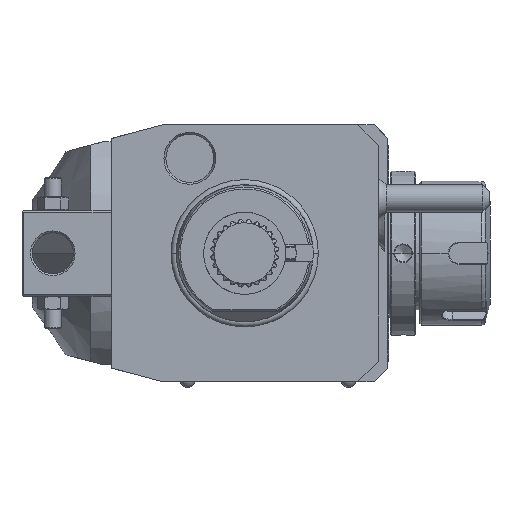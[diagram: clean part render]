
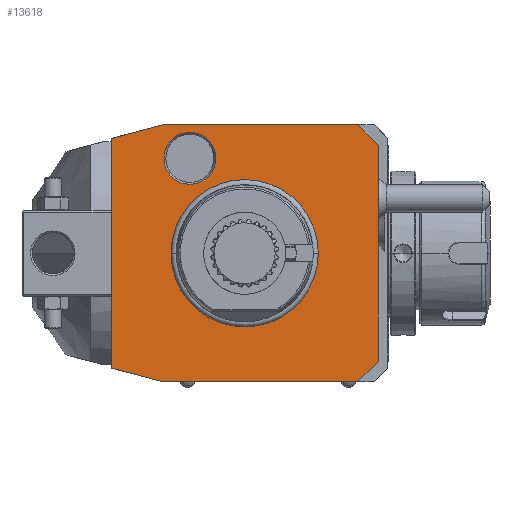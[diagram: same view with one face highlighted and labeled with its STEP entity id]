
A CAD part, front view. The second image highlights one B-rep face of the part: STEP entity #13618.
In plain terms, the highlighted planar face has unit normal (0, -1, 0).
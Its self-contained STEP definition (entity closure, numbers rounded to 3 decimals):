
#1=DIRECTION('',(0.966,0.,-0.259));
#2=VECTOR('',#1,15.529);
#3=CARTESIAN_POINT('',(-39.,0.,-33.481));
#4=LINE('',#3,#2);
#5=DIRECTION('',(0.,0.,-1.));
#6=VECTOR('',#5,66.962);
#7=CARTESIAN_POINT('',(-39.,0.,33.481));
#8=LINE('',#7,#6);
#9=DIRECTION('',(-0.966,0.,-0.259));
#10=VECTOR('',#9,15.529);
#11=CARTESIAN_POINT('',(-24.,0.,37.5));
#12=LINE('',#11,#10);
#13=DIRECTION('',(-1.,0.,0.));
#14=VECTOR('',#13,57.);
#15=CARTESIAN_POINT('',(33.,0.,37.5));
#16=LINE('',#15,#14);
#17=DIRECTION('',(-0.707,0.,0.707));
#18=VECTOR('',#17,8.485);
#19=CARTESIAN_POINT('',(39.,0.,31.5));
#20=LINE('',#19,#18);
#21=DIRECTION('',(0.,0.,1.));
#22=VECTOR('',#21,63.);
#23=CARTESIAN_POINT('',(39.,0.,-31.5));
#24=LINE('',#23,#22);
#25=DIRECTION('',(0.707,0.,0.707));
#26=VECTOR('',#25,8.485);
#27=CARTESIAN_POINT('',(33.,0.,-37.5));
#28=LINE('',#27,#26);
#29=DIRECTION('',(1.,0.,0.));
#30=VECTOR('',#29,57.);
#31=CARTESIAN_POINT('',(-24.,0.,-37.5));
#32=LINE('',#31,#30);
#33=CARTESIAN_POINT('',(-16.,0.,27.713));
#34=DIRECTION('',(0.,1.,0.));
#35=DIRECTION('',(-1.,0.,0.));
#36=AXIS2_PLACEMENT_3D('',#33,#34,#35);
#38=CARTESIAN_POINT('',(-16.,0.,27.713));
#39=DIRECTION('',(0.,1.,0.));
#40=DIRECTION('',(1.,0.,0.));
#41=AXIS2_PLACEMENT_3D('',#38,#39,#40);
#7415=CARTESIAN_POINT('',(0.,0.,0.));
#7416=DIRECTION('',(0.,1.,0.));
#7417=DIRECTION('',(-1.,0.,0.));
#7418=AXIS2_PLACEMENT_3D('',#7415,#7416,#7417);
#7420=CARTESIAN_POINT('',(0.,0.,0.));
#7421=DIRECTION('',(0.,1.,0.));
#7422=DIRECTION('',(1.,0.,0.));
#7423=AXIS2_PLACEMENT_3D('',#7420,#7421,#7422);
#12250=CARTESIAN_POINT('',(-23.577,0.,
27.713));
#12251=CARTESIAN_POINT('',(-8.423,0.,
27.713));
#12252=VERTEX_POINT('',#12250);
#12253=VERTEX_POINT('',#12251);
#13197=CARTESIAN_POINT('',(-39.,0.,-33.481));
#13198=CARTESIAN_POINT('',(-24.,0.,-37.5));
#13199=VERTEX_POINT('',#13197);
#13200=VERTEX_POINT('',#13198);
#13201=CARTESIAN_POINT('',(33.,0.,-37.5));
#13202=VERTEX_POINT('',#13201);
#13203=CARTESIAN_POINT('',(39.,0.,-31.5));
#13204=VERTEX_POINT('',#13203);
#13205=CARTESIAN_POINT('',(39.,0.,31.5));
#13206=VERTEX_POINT('',#13205);
#13207=CARTESIAN_POINT('',(33.,0.,37.5));
#13208=VERTEX_POINT('',#13207);
#13209=CARTESIAN_POINT('',(-24.,0.,37.5));
#13210=VERTEX_POINT('',#13209);
#13211=CARTESIAN_POINT('',(-39.,0.,33.481));
#13212=VERTEX_POINT('',#13211);
#13473=CARTESIAN_POINT('',(-21.137,0.,0.));
#13474=CARTESIAN_POINT('',(21.137,0.,0.));
#13475=VERTEX_POINT('',#13473);
#13476=VERTEX_POINT('',#13474);
#13583=CARTESIAN_POINT('',(0.,0.,0.));
#13584=DIRECTION('',(0.,-1.,0.));
#13585=DIRECTION('',(-1.,0.,0.));
#13586=AXIS2_PLACEMENT_3D('',#13583,#13584,#13585);
#13587=PLANE('',#13586);
#13589=ORIENTED_EDGE('',*,*,#13588,.F.);
#13591=ORIENTED_EDGE('',*,*,#13590,.F.);
#13593=ORIENTED_EDGE('',*,*,#13592,.F.);
#13595=ORIENTED_EDGE('',*,*,#13594,.F.);
#13597=ORIENTED_EDGE('',*,*,#13596,.F.);
#13599=ORIENTED_EDGE('',*,*,#13598,.F.);
#13601=ORIENTED_EDGE('',*,*,#13600,.F.);
#13603=ORIENTED_EDGE('',*,*,#13602,.F.);
#13604=EDGE_LOOP('',(#13589,#13591,#13593,#13595,#13597,#13599,#13601,#13603));
#13605=FACE_OUTER_BOUND('',#13604,.F.);
#13607=ORIENTED_EDGE('',*,*,#13606,.F.);
#13609=ORIENTED_EDGE('',*,*,#13608,.F.);
#13610=EDGE_LOOP('',(#13607,#13609));
#13611=FACE_BOUND('',#13610,.F.);
#13613=ORIENTED_EDGE('',*,*,#13612,.F.);
#13615=ORIENTED_EDGE('',*,*,#13614,.F.);
#13616=EDGE_LOOP('',(#13613,#13615));
#13617=FACE_BOUND('',#13616,.F.);
#37=CIRCLE('',#36,7.577);
#42=CIRCLE('',#41,7.577);
#7419=CIRCLE('',#7418,21.137);
#7424=CIRCLE('',#7423,21.137);
#13588=EDGE_CURVE('',#13199,#13200,#4,.T.);
#13590=EDGE_CURVE('',#13212,#13199,#8,.T.);
#13592=EDGE_CURVE('',#13210,#13212,#12,.T.);
#13594=EDGE_CURVE('',#13208,#13210,#16,.T.);
#13596=EDGE_CURVE('',#13206,#13208,#20,.T.);
#13598=EDGE_CURVE('',#13204,#13206,#24,.T.);
#13600=EDGE_CURVE('',#13202,#13204,#28,.T.);
#13602=EDGE_CURVE('',#13200,#13202,#32,.T.);
#13606=EDGE_CURVE('',#13475,#13476,#7419,.T.);
#13608=EDGE_CURVE('',#13476,#13475,#7424,.T.);
#13612=EDGE_CURVE('',#12252,#12253,#37,.T.);
#13614=EDGE_CURVE('',#12253,#12252,#42,.T.);
#13618=ADVANCED_FACE('',(#13605,#13611,#13617),#13587,.T.);
